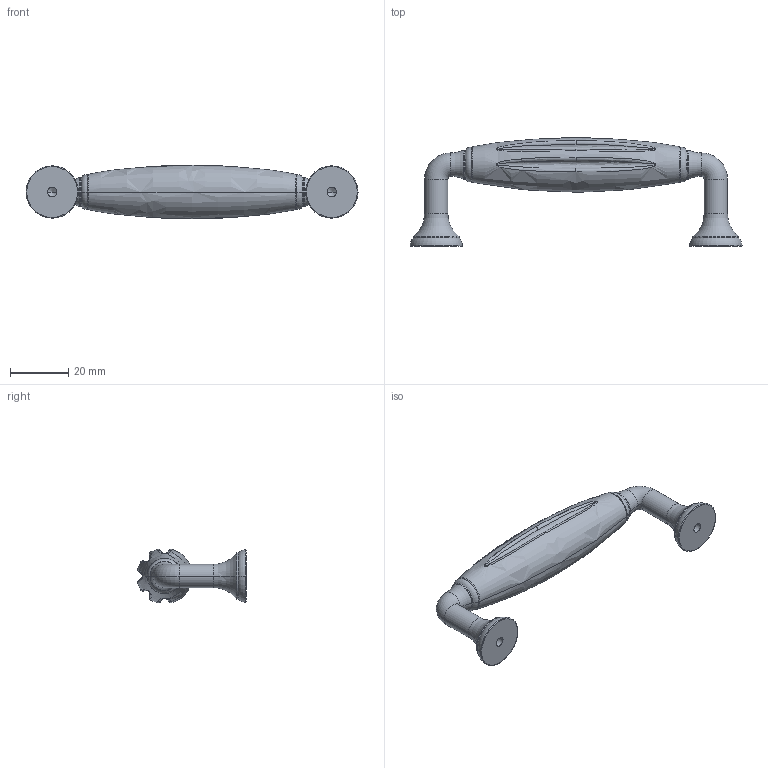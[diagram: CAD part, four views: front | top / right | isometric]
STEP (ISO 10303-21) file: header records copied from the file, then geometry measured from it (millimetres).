
FILE_DESCRIPTION(('Creo Elements/Direct Modeling STEP Export'),'2;1');
FILE_NAME('1918-114.stp','2019-01-14T 9:39:30',(''),(''),'Creo Elements/Direct Modeling STEP processor for AP214 (Solid Model)','Creo Elements/Direct Modeling 20.0 12-Nov-2016 (C) Parametric Technology GmbH','');
FILE_SCHEMA(('AUTOMOTIVE_DESIGN { 1 0 10303 214 1 1 1 1 }'));
Length unit declared in the file: millimetre
Products named in the file (2): 1918-114
Assembly tree (1 placements, depth 2):
  1918-114
    1918-114
Bounding box: 113.98 x 37.19 x 18.39 mm (x, y, z)
Volume: 20382.2 mm3; surface area: 7083.8 mm2
Topology: 1 solids, 1 shells, 83 faces, 171 edges, 96 vertices
Faces by surface type: torus 32, cylinder 20, bspline 16, plane 6, extrusion 5, cone 4
Entity records: 32904 total; most frequent: CARTESIAN_POINT 31287, ORIENTED_EDGE 334, DIRECTION 291, EDGE_CURVE 167, AXIS2_PLACEMENT_3D 131, VERTEX_POINT 96, EDGE_LOOP 93, FACE_OUTER_BOUND 83
